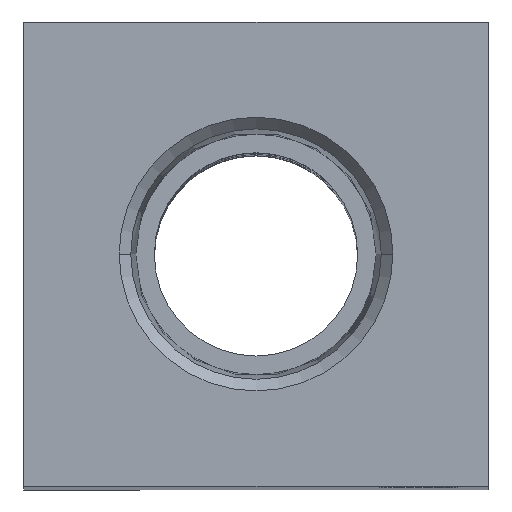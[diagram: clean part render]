
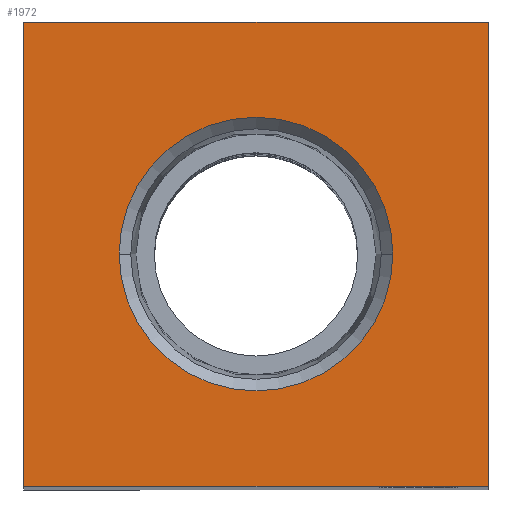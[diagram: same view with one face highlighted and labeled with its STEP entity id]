
A CAD part, top view. The second image highlights one B-rep face of the part: STEP entity #1972.
In plain terms, the highlighted planar face has unit normal (0, 0, 1).
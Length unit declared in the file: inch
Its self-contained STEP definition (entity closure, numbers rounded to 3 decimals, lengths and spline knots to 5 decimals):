
#46 = AXIS2_PLACEMENT_3D ( 'NONE', #714, #707, #580 ) ;
#50 = VECTOR ( 'NONE', #534, 39.37008 ) ;
#71 = VERTEX_POINT ( 'NONE', #275 ) ;
#182 = VECTOR ( 'NONE', #750, 39.37008 ) ;
#191 = CIRCLE ( 'NONE', #1380, 0.29487 ) ;
#221 = CARTESIAN_POINT ( 'NONE',  ( -0.5, 0.5, 2.375 ) ) ;
#274 = ORIENTED_EDGE ( 'NONE', *, *, #1546, .T. ) ;
#275 = CARTESIAN_POINT ( 'NONE',  ( 0.29487, 0., 2.375 ) ) ;
#400 = VECTOR ( 'NONE', #504, 39.37008 ) ;
#419 = DIRECTION ( 'NONE',  ( 1., 0., 0. ) ) ;
#420 = VERTEX_POINT ( 'NONE', #1462 ) ;
#426 = DIRECTION ( 'NONE',  ( 0., 0., 1. ) ) ;
#432 = CARTESIAN_POINT ( 'NONE',  ( 0.5, -0.5, 2.375 ) ) ;
#445 = LINE ( 'NONE', #432, #400 ) ;
#451 = PLANE ( 'NONE',  #790 ) ;
#467 = CARTESIAN_POINT ( 'NONE',  ( 0., 0., 2.375 ) ) ;
#494 = LINE ( 'NONE', #539, #50 ) ;
#504 = DIRECTION ( 'NONE',  ( 0., 1., 0. ) ) ;
#534 = DIRECTION ( 'NONE',  ( 1., 0., 0. ) ) ;
#539 = CARTESIAN_POINT ( 'NONE',  ( 0.5, -0.5, 2.375 ) ) ;
#541 = VERTEX_POINT ( 'NONE', #803 ) ;
#580 = DIRECTION ( 'NONE',  ( 1., 0., 0. ) ) ;
#628 = ORIENTED_EDGE ( 'NONE', *, *, #657, .F. ) ;
#657 = EDGE_CURVE ( 'NONE', #71, #541, #191, .T. ) ;
#707 = DIRECTION ( 'NONE',  ( 0., 0., 1. ) ) ;
#714 = CARTESIAN_POINT ( 'NONE',  ( 0., 0., 2.375 ) ) ;
#739 = VERTEX_POINT ( 'NONE', #221 ) ;
#747 = LINE ( 'NONE', #1094, #182 ) ;
#750 = DIRECTION ( 'NONE',  ( 0., -1., 0. ) ) ;
#785 = ORIENTED_EDGE ( 'NONE', *, *, #1540, .F. ) ;
#786 = ORIENTED_EDGE ( 'NONE', *, *, #1653, .T. ) ;
#790 = AXIS2_PLACEMENT_3D ( 'NONE', #467, #426, #419 ) ;
#803 = CARTESIAN_POINT ( 'NONE',  ( -0.29487, 0., 2.375 ) ) ;
#853 = ORIENTED_EDGE ( 'NONE', *, *, #1844, .T. ) ;
#881 = VERTEX_POINT ( 'NONE', #1640 ) ;
#916 = VERTEX_POINT ( 'NONE', #1298 ) ;
#1055 = FACE_OUTER_BOUND ( 'NONE', #1771, .T. ) ;
#1094 = CARTESIAN_POINT ( 'NONE',  ( -0.5, -0.5, 2.375 ) ) ;
#1292 = DIRECTION ( 'NONE',  ( 1., 0., 0. ) ) ;
#1298 = CARTESIAN_POINT ( 'NONE',  ( -0.5, -0.5, 2.375 ) ) ;
#1316 = DIRECTION ( 'NONE',  ( 0., 0., 1. ) ) ;
#1354 = CARTESIAN_POINT ( 'NONE',  ( 0., 0., 2.375 ) ) ;
#1380 = AXIS2_PLACEMENT_3D ( 'NONE', #1354, #1316, #1292 ) ;
#1462 = CARTESIAN_POINT ( 'NONE',  ( 0.5, 0.5, 2.375 ) ) ;
#1534 = FACE_BOUND ( 'NONE', #1848, .T. ) ;
#1540 = EDGE_CURVE ( 'NONE', #541, #71, #1831, .T. ) ;
#1546 = EDGE_CURVE ( 'NONE', #739, #916, #747, .T. ) ;
#1634 = VECTOR ( 'NONE', #1756, 39.37008 ) ;
#1640 = CARTESIAN_POINT ( 'NONE',  ( 0.5, -0.5, 2.375 ) ) ;
#1653 = EDGE_CURVE ( 'NONE', #420, #739, #1748, .T. ) ;
#1741 = ORIENTED_EDGE ( 'NONE', *, *, #1876, .T. ) ;
#1748 = LINE ( 'NONE', #1763, #1634 ) ;
#1756 = DIRECTION ( 'NONE',  ( -1., 0., 0. ) ) ;
#1763 = CARTESIAN_POINT ( 'NONE',  ( 0.5, 0.5, 2.375 ) ) ;
#1771 = EDGE_LOOP ( 'NONE', ( #274, #853, #1741, #786 ) ) ;
#1831 = CIRCLE ( 'NONE', #46, 0.29487 ) ;
#1844 = EDGE_CURVE ( 'NONE', #916, #881, #494, .T. ) ;
#1848 = EDGE_LOOP ( 'NONE', ( #628, #785 ) ) ;
#1876 = EDGE_CURVE ( 'NONE', #881, #420, #445, .T. ) ;
#1972 = ADVANCED_FACE ( 'NONE', ( #1534, #1055 ), #451, .T. ) ;
